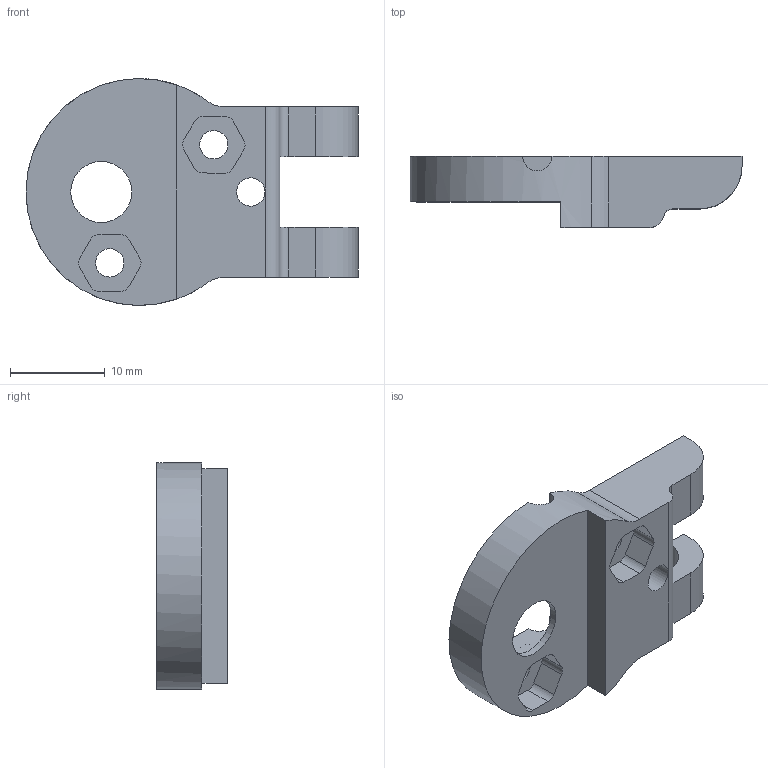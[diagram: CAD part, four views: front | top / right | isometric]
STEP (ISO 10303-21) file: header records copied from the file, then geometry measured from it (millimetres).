
FILE_DESCRIPTION(/* description */ ('STEP AP214'),/* implementation_level */ '2;1');
FILE_NAME(/* name */ '1.4 Yaw Link Bottom.stp',/* time_stamp */ '2023-04-13T01:21:23+06:00',/* author */ ('shailesh suthar'),/* organization */ (''),/* preprocessor_version */ 'ST-DEVELOPER v18.1',/* originating_system */ 'Autodesk Inventor 2022',/* authorisation */ '');
FILE_SCHEMA (('AUTOMOTIVE_DESIGN { 1 0 10303 214 3 1 1 }'));
Length unit declared in the file: millimetre
Products named in the file (1): 1.3 yaw link bottom Metal
Bounding box: 35.11 x 7.5 x 24 mm (x, y, z)
Volume: 2418.4 mm3; surface area: 2281.8 mm2
Topology: 1 solids, 1 shells, 69 faces, 195 edges, 130 vertices
Faces by surface type: plane 37, cylinder 32
Full cylindrical faces by diameter (mm): 3 x3, 6.45 x1
Entity records: 2339 total; most frequent: CARTESIAN_POINT 422, DIRECTION 402, ORIENTED_EDGE 390, EDGE_CURVE 195, AXIS2_PLACEMENT_3D 140, VERTEX_POINT 130, LINE 122, VECTOR 122
